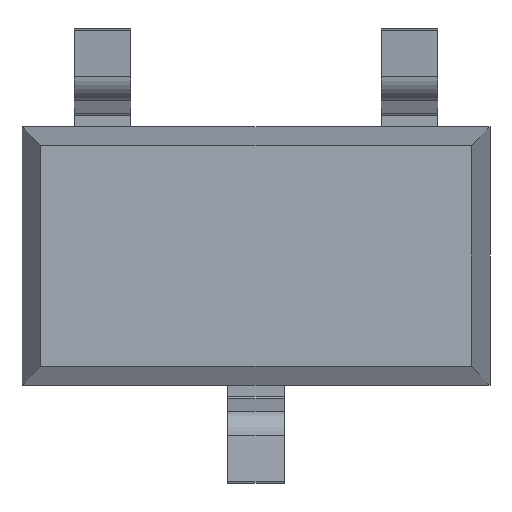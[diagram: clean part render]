
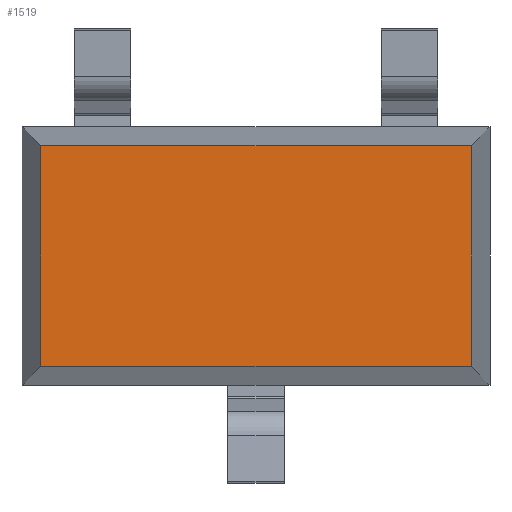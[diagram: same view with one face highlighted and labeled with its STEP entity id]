
A CAD part, front view. The second image highlights one B-rep face of the part: STEP entity #1519.
In plain terms, the highlighted planar face has unit normal (0, -1, 0).
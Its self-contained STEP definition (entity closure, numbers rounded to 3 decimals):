
#417=DIRECTION('',(1.,0.,0.));
#418=VECTOR('',#417,2.668);
#419=CARTESIAN_POINT('',(-1.334,-0.657,-0.684));
#420=LINE('',#419,#418);
#429=DIRECTION('',(0.,0.,-1.));
#430=VECTOR('',#429,1.368);
#431=CARTESIAN_POINT('',(1.334,-0.657,0.684));
#432=LINE('',#431,#430);
#433=DIRECTION('',(0.,0.,-1.));
#434=VECTOR('',#433,1.368);
#435=CARTESIAN_POINT('',(-1.334,-0.657,0.684));
#436=LINE('',#435,#434);
#437=DIRECTION('',(1.,0.,0.));
#438=VECTOR('',#437,2.668);
#439=CARTESIAN_POINT('',(-1.334,-0.657,0.684));
#440=LINE('',#439,#438);
#765=CARTESIAN_POINT('',(-1.334,-0.657,0.684));
#766=CARTESIAN_POINT('',(1.334,-0.657,0.684));
#767=VERTEX_POINT('',#765);
#768=VERTEX_POINT('',#766);
#769=CARTESIAN_POINT('',(-1.334,-0.657,-0.684));
#770=CARTESIAN_POINT('',(1.334,-0.657,-0.684));
#771=VERTEX_POINT('',#769);
#772=VERTEX_POINT('',#770);
#1508=CARTESIAN_POINT('',(-1.45,-0.657,0.684));
#1509=DIRECTION('',(0.,-1.,0.));
#1510=DIRECTION('',(0.,0.,-1.));
#1511=AXIS2_PLACEMENT_3D('',#1508,#1509,#1510);
#1512=PLANE('',#1511);
#1513=ORIENTED_EDGE('',*,*,#1435,.T.);
#1514=ORIENTED_EDGE('',*,*,#1485,.F.);
#1515=ORIENTED_EDGE('',*,*,#1500,.F.);
#1516=ORIENTED_EDGE('',*,*,#1074,.T.);
#1517=EDGE_LOOP('',(#1513,#1514,#1515,#1516));
#1518=FACE_OUTER_BOUND('',#1517,.F.);
#1074=EDGE_CURVE('',#767,#768,#440,.T.);
#1435=EDGE_CURVE('',#768,#772,#432,.T.);
#1485=EDGE_CURVE('',#771,#772,#420,.T.);
#1500=EDGE_CURVE('',#767,#771,#436,.T.);
#1519=ADVANCED_FACE('',(#1518),#1512,.T.);
